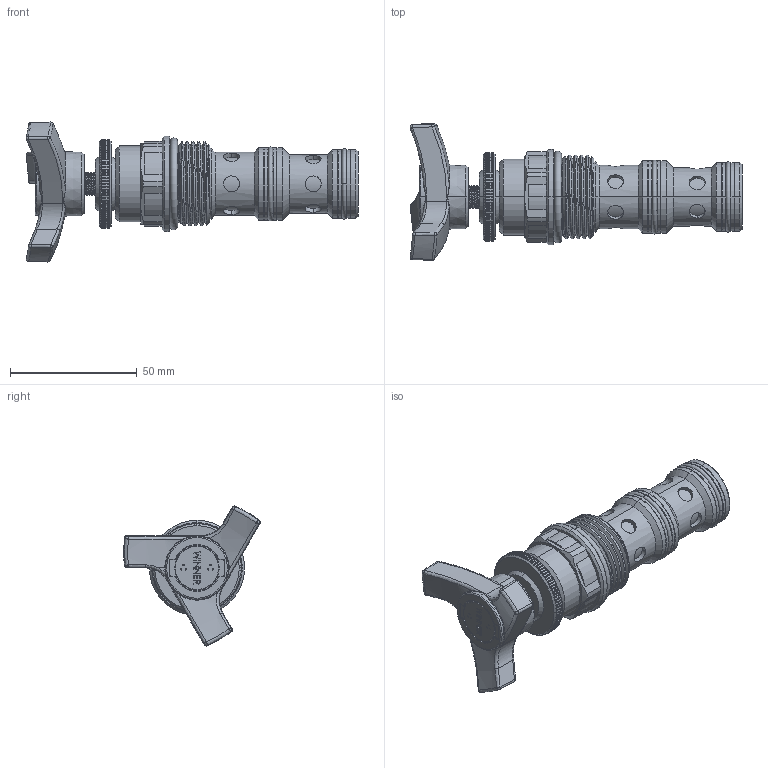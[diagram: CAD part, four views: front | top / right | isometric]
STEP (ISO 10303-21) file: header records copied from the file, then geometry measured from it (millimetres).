
FILE_DESCRIPTION (( 'STEP AP203' ), '1' );
FILE_NAME ('FR16W39-T.STEP', '2024-05-30T01:08:02', ( '' ), ( '' ), 'SwSTEP 2.0', 'SolidWorks 2018', '' );
FILE_SCHEMA (( 'CONFIG_CONTROL_DESIGN' ));
Length unit declared in the file: millimetre
Products named in the file (1): FR16W39-T
Bounding box: 131.16 x 54.02 x 55.33 mm (x, y, z)
Volume: 83087.8 mm3; surface area: 20320.3 mm2
Topology: 1 solids, 1 shells, 751 faces, 1965 edges, 1258 vertices
Faces by surface type: plane 329, cylinder 236, bspline 79, cone 58, sphere 32, torus 17
Entity records: 35679 total; most frequent: CARTESIAN_POINT 18425, ORIENTED_EDGE 3904, DIRECTION 3189, EDGE_CURVE 1952, VERTEX_POINT 1252, AXIS2_PLACEMENT_3D 1234, EDGE_LOOP 800, ADVANCED_FACE 751
